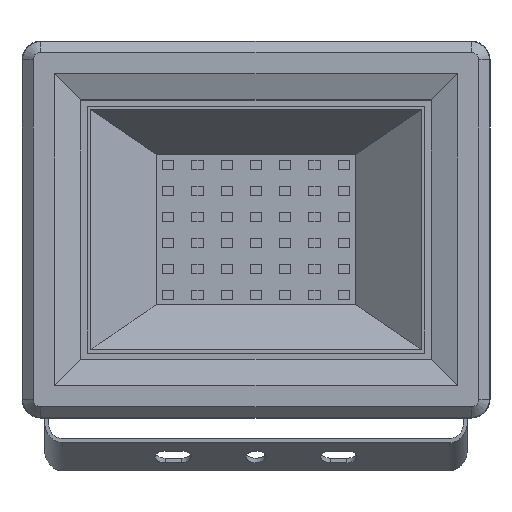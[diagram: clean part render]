
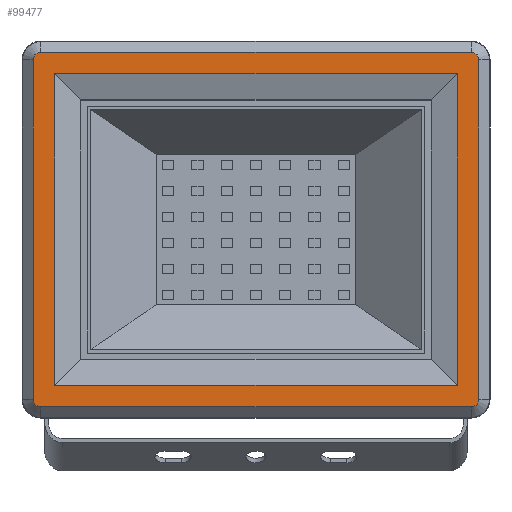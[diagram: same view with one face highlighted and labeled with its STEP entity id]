
A CAD part, front view. The second image highlights one B-rep face of the part: STEP entity #99477.
In plain terms, the highlighted planar face has unit normal (0, -1, 0).
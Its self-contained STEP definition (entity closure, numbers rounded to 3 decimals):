
#95931=DIRECTION('',(1.,0.,0.));
#95932=VECTOR('',#95931,132.4);
#95933=CARTESIAN_POINT('',(-66.2,-4.1,-54.565));
#95934=LINE('',#95933,#95932);
#95938=CARTESIAN_POINT('',(-66.2,-4.1,-52.2));
#95939=DIRECTION('',(0.,-1.,0.));
#95940=DIRECTION('',(-1.,0.,0.));
#95941=AXIS2_PLACEMENT_3D('',#95938,#95939,#95940);
#95946=DIRECTION('',(0.,0.,-1.));
#95947=VECTOR('',#95946,104.4);
#95948=CARTESIAN_POINT('',(-68.565,-4.1,52.2));
#95949=LINE('',#95948,#95947);
#95953=CARTESIAN_POINT('',(-66.2,-4.1,52.2));
#95954=DIRECTION('',(0.,-1.,0.));
#95955=DIRECTION('',(0.,0.,1.));
#95956=AXIS2_PLACEMENT_3D('',#95953,#95954,#95955);
#95961=DIRECTION('',(-1.,0.,0.));
#95962=VECTOR('',#95961,132.4);
#95963=CARTESIAN_POINT('',(66.2,-4.1,54.565));
#95964=LINE('',#95963,#95962);
#95968=CARTESIAN_POINT('',(66.2,-4.1,52.2));
#95969=DIRECTION('',(0.,-1.,0.));
#95970=DIRECTION('',(1.,0.,0.));
#95971=AXIS2_PLACEMENT_3D('',#95968,#95969,#95970);
#95976=DIRECTION('',(0.,0.,1.));
#95977=VECTOR('',#95976,104.4);
#95978=CARTESIAN_POINT('',(68.565,-4.1,-52.2));
#95979=LINE('',#95978,#95977);
#95983=CARTESIAN_POINT('',(66.2,-4.1,-52.2));
#95984=DIRECTION('',(0.,-1.,0.));
#95985=DIRECTION('',(0.,0.,-1.));
#95986=AXIS2_PLACEMENT_3D('',#95983,#95984,#95985);
#95991=DIRECTION('',(1.,0.,0.));
#95992=VECTOR('',#95991,123.812);
#95993=CARTESIAN_POINT('',(-61.906,-4.1,47.906));
#95994=LINE('',#95993,#95992);
#95998=DIRECTION('',(0.,0.,1.));
#95999=VECTOR('',#95998,95.812);
#96000=CARTESIAN_POINT('',(-61.906,-4.1,-47.906));
#96001=LINE('',#96000,#95999);
#96005=DIRECTION('',(-1.,0.,0.));
#96006=VECTOR('',#96005,123.812);
#96007=CARTESIAN_POINT('',(61.906,-4.1,-47.906));
#96008=LINE('',#96007,#96006);
#96012=DIRECTION('',(0.,0.,-1.));
#96013=VECTOR('',#96012,95.812);
#96014=CARTESIAN_POINT('',(61.906,-4.1,47.906));
#96015=LINE('',#96014,#96013);
#98989=CARTESIAN_POINT('',(-66.2,-4.1,-54.565));
#98990=CARTESIAN_POINT('',(66.2,-4.1,-54.565));
#98991=VERTEX_POINT('',#98989);
#98992=VERTEX_POINT('',#98990);
#98997=CARTESIAN_POINT('',(68.565,-4.1,-52.2));
#98998=VERTEX_POINT('',#98997);
#99001=CARTESIAN_POINT('',(68.565,-4.1,52.2));
#99002=VERTEX_POINT('',#99001);
#99005=CARTESIAN_POINT('',(66.2,-4.1,54.565));
#99006=VERTEX_POINT('',#99005);
#99009=CARTESIAN_POINT('',(-66.2,-4.1,54.565));
#99010=VERTEX_POINT('',#99009);
#99013=CARTESIAN_POINT('',(-68.565,-4.1,52.2));
#99014=VERTEX_POINT('',#99013);
#99017=CARTESIAN_POINT('',(-68.565,-4.1,-52.2));
#99018=VERTEX_POINT('',#99017);
#99025=CARTESIAN_POINT('',(-61.906,-4.1,47.906));
#99026=CARTESIAN_POINT('',(61.906,-4.1,47.906));
#99027=VERTEX_POINT('',#99025);
#99028=VERTEX_POINT('',#99026);
#99029=CARTESIAN_POINT('',(61.906,-4.1,-47.906));
#99030=VERTEX_POINT('',#99029);
#99033=CARTESIAN_POINT('',(-61.906,-4.1,-47.906));
#99034=VERTEX_POINT('',#99033);
#99445=CARTESIAN_POINT('',(0.,-4.1,0.));
#99446=DIRECTION('',(0.,1.,0.));
#99447=DIRECTION('',(-1.,0.,0.));
#99448=AXIS2_PLACEMENT_3D('',#99445,#99446,#99447);
#99449=PLANE('',#99448);
#99451=ORIENTED_EDGE('',*,*,#99450,.F.);
#99452=ORIENTED_EDGE('',*,*,#99435,.F.);
#99454=ORIENTED_EDGE('',*,*,#99453,.F.);
#99456=ORIENTED_EDGE('',*,*,#99455,.F.);
#99458=ORIENTED_EDGE('',*,*,#99457,.F.);
#99460=ORIENTED_EDGE('',*,*,#99459,.F.);
#99462=ORIENTED_EDGE('',*,*,#99461,.F.);
#99464=ORIENTED_EDGE('',*,*,#99463,.F.);
#99465=EDGE_LOOP('',(#99451,#99452,#99454,#99456,#99458,#99460,#99462,#99464));
#99466=FACE_OUTER_BOUND('',#99465,.F.);
#99468=ORIENTED_EDGE('',*,*,#99467,.F.);
#99470=ORIENTED_EDGE('',*,*,#99469,.F.);
#99472=ORIENTED_EDGE('',*,*,#99471,.F.);
#99474=ORIENTED_EDGE('',*,*,#99473,.F.);
#99475=EDGE_LOOP('',(#99468,#99470,#99472,#99474));
#99476=FACE_BOUND('',#99475,.F.);
#95942=CIRCLE('',#95941,2.365);
#95957=CIRCLE('',#95956,2.365);
#95972=CIRCLE('',#95971,2.365);
#95987=CIRCLE('',#95986,2.365);
#99435=EDGE_CURVE('',#99018,#98991,#95942,.T.);
#99450=EDGE_CURVE('',#98991,#98992,#95934,.T.);
#99453=EDGE_CURVE('',#99014,#99018,#95949,.T.);
#99455=EDGE_CURVE('',#99010,#99014,#95957,.T.);
#99457=EDGE_CURVE('',#99006,#99010,#95964,.T.);
#99459=EDGE_CURVE('',#99002,#99006,#95972,.T.);
#99461=EDGE_CURVE('',#98998,#99002,#95979,.T.);
#99463=EDGE_CURVE('',#98992,#98998,#95987,.T.);
#99467=EDGE_CURVE('',#99027,#99028,#95994,.T.);
#99469=EDGE_CURVE('',#99034,#99027,#96001,.T.);
#99471=EDGE_CURVE('',#99030,#99034,#96008,.T.);
#99473=EDGE_CURVE('',#99028,#99030,#96015,.T.);
#99477=ADVANCED_FACE('',(#99466,#99476),#99449,.F.);
